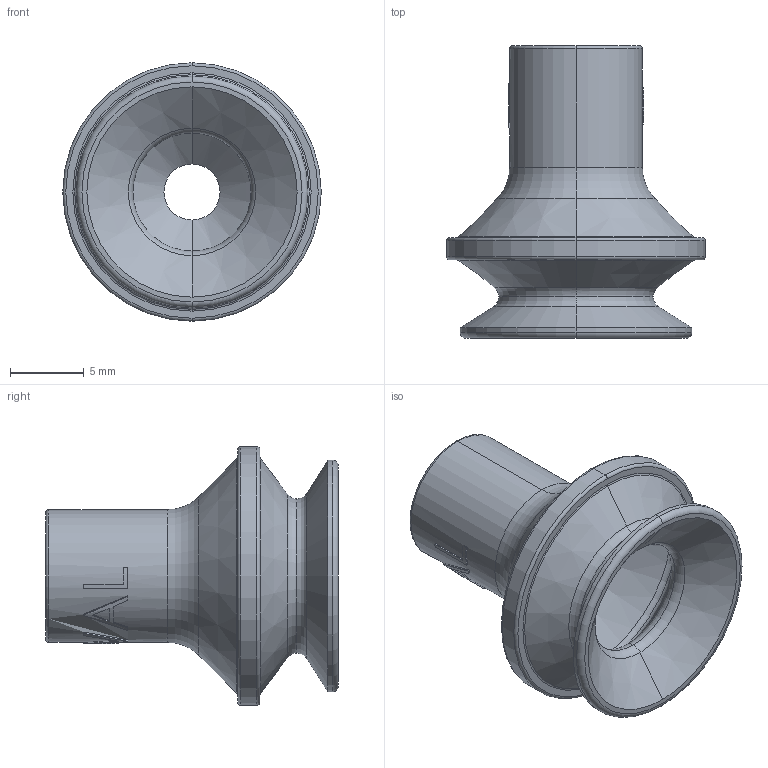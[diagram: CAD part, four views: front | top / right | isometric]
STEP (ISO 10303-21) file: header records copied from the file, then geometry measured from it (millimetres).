
FILE_DESCRIPTION(('STEP AP214'),'1');
FILE_NAME('COVAL_VSAB15NBR.stp','2017-12-27T18:39:50',('TraceParts'),('TraceParts S.A.'),'Spatial InterOp 3D',' ',' ');
FILE_SCHEMA(('automotive_design'));
Length unit declared in the file: millimetre
Products named in the file (1): COVAL_VSAB15NBR
Bounding box: 17.5 x 19.8 x 17.5 mm (x, y, z)
Volume: 1018.1 mm3; surface area: 1695.7 mm2
Topology: 1 solids, 1 shells, 106 faces, 245 edges, 150 vertices
Faces by surface type: bspline 29, torus 26, plane 19, cylinder 18, cone 14
Entity records: 8560 total; most frequent: CARTESIAN_POINT 5476, ORIENTED_EDGE 490, DIRECTION 414, EDGE_CURVE 245, AXIS2_PLACEMENT_3D 188, VERTEX_POINT 150, EDGE_LOOP 117, CIRCLE 110
